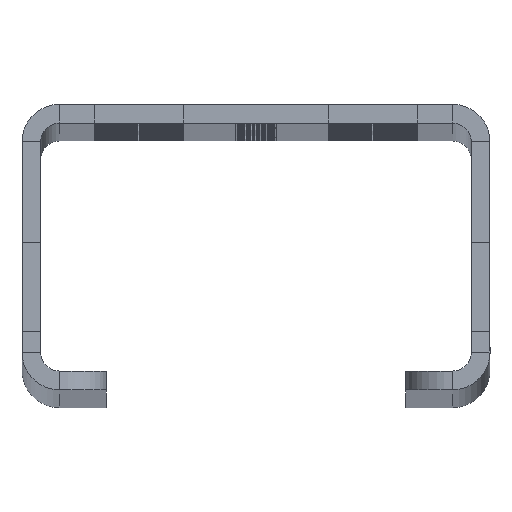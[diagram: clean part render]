
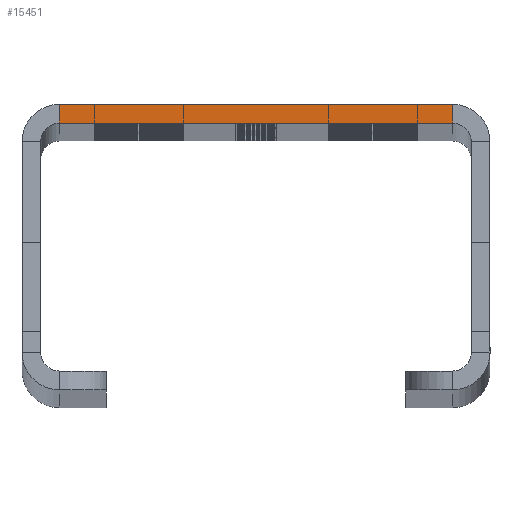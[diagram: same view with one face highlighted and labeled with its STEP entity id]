
A CAD part, top view. The second image highlights one B-rep face of the part: STEP entity #15451.
In plain terms, the highlighted planar face has unit normal (0, 0, 1).
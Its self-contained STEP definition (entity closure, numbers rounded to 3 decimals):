
#687 = ORIENTED_EDGE ( 'NONE', *, *, #35602, .T. ) ;
#1000 = VERTEX_POINT ( 'NONE', #4226 ) ;
#1993 = VERTEX_POINT ( 'NONE', #22554 ) ;
#3927 = DIRECTION ( 'NONE',  ( 1., 0., 0. ) ) ;
#3933 = LINE ( 'NONE', #37320, #14991 ) ;
#4226 = CARTESIAN_POINT ( 'NONE',  ( 21., -2., 545.5 ) ) ;
#7342 = LINE ( 'NONE', #24460, #41125 ) ;
#7707 = PLANE ( 'NONE',  #32726 ) ;
#10462 = VECTOR ( 'NONE', #43102, 1000. ) ;
#10606 = CARTESIAN_POINT ( 'NONE',  ( 25., -2., 545.5 ) ) ;
#10867 = VECTOR ( 'NONE', #37133, 1000. ) ;
#11388 = EDGE_CURVE ( 'NONE', #1993, #20817, #16012, .T. ) ;
#14991 = VECTOR ( 'NONE', #31064, 1000. ) ;
#15326 = CARTESIAN_POINT ( 'NONE',  ( 21., 0., 545.5 ) ) ;
#15451 = ADVANCED_FACE ( 'NONE', ( #30854 ), #7707, .T. ) ;
#16012 = LINE ( 'NONE', #23553, #10867 ) ;
#18411 = EDGE_LOOP ( 'NONE', ( #24296, #27862, #687, #36147 ) ) ;
#20817 = VERTEX_POINT ( 'NONE', #37818 ) ;
#22554 = CARTESIAN_POINT ( 'NONE',  ( -21., -2., 545.5 ) ) ;
#23553 = CARTESIAN_POINT ( 'NONE',  ( -21., -2., 545.5 ) ) ;
#24296 = ORIENTED_EDGE ( 'NONE', *, *, #11388, .F. ) ;
#24460 = CARTESIAN_POINT ( 'NONE',  ( 25., 0., 545.5 ) ) ;
#25944 = LINE ( 'NONE', #38852, #10462 ) ;
#27495 = DIRECTION ( 'NONE',  ( 0., 0., 1. ) ) ;
#27862 = ORIENTED_EDGE ( 'NONE', *, *, #41581, .T. ) ;
#28321 = EDGE_CURVE ( 'NONE', #20817, #41206, #7342, .T. ) ;
#30854 = FACE_OUTER_BOUND ( 'NONE', #18411, .T. ) ;
#31064 = DIRECTION ( 'NONE',  ( 0., 1., 0. ) ) ;
#31126 = DIRECTION ( 'NONE',  ( 1., 0., 0. ) ) ;
#32726 = AXIS2_PLACEMENT_3D ( 'NONE', #10606, #27495, #3927 ) ;
#35602 = EDGE_CURVE ( 'NONE', #1000, #41206, #3933, .T. ) ;
#36147 = ORIENTED_EDGE ( 'NONE', *, *, #28321, .F. ) ;
#37133 = DIRECTION ( 'NONE',  ( 0., 1., 0. ) ) ;
#37320 = CARTESIAN_POINT ( 'NONE',  ( 21., -2., 545.5 ) ) ;
#37818 = CARTESIAN_POINT ( 'NONE',  ( -21., 0., 545.5 ) ) ;
#38852 = CARTESIAN_POINT ( 'NONE',  ( 25., -2., 545.5 ) ) ;
#41125 = VECTOR ( 'NONE', #31126, 1000. ) ;
#41206 = VERTEX_POINT ( 'NONE', #15326 ) ;
#41581 = EDGE_CURVE ( 'NONE', #1993, #1000, #25944, .T. ) ;
#43102 = DIRECTION ( 'NONE',  ( 1., 0., 0. ) ) ;
